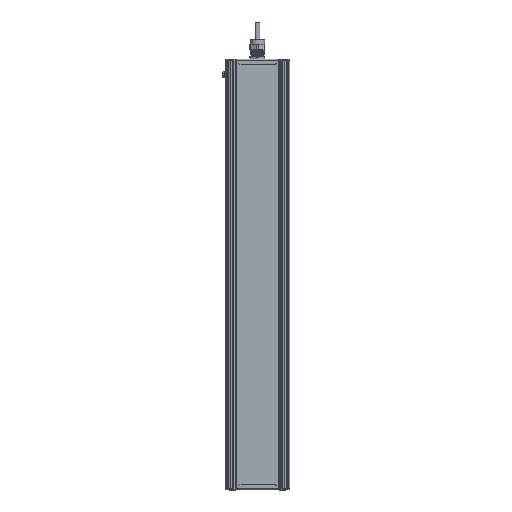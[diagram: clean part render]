
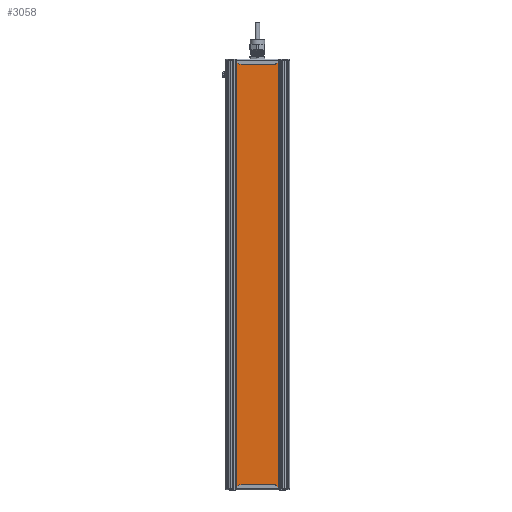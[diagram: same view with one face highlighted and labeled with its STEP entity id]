
A CAD part, front view. The second image highlights one B-rep face of the part: STEP entity #3058.
In plain terms, the highlighted face is planar.
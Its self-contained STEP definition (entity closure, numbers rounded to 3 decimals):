
#3058=ADVANCED_FACE('',(#9626),#9628,.T.);
#9626=FACE_BOUND('',#9627,.T.);
#9627=EDGE_LOOP('',(#34355,#34356,#34357,#34358));
#9628=PLANE('',#9629);
#9629=AXIS2_PLACEMENT_3D('',#9630,#9631,#9632);
#9630=CARTESIAN_POINT('',(120.465,593.492,117.308));
#9631=DIRECTION('',(0.,0.,-1.));
#9632=DIRECTION('',(0.,1.,0.));
#34355=ORIENTED_EDGE('',*,*,#38548,.T.);
#34356=ORIENTED_EDGE('',*,*,#38547,.T.);
#34357=ORIENTED_EDGE('',*,*,#38549,.F.);
#34358=ORIENTED_EDGE('',*,*,#38550,.F.);
#38547=EDGE_CURVE('',#41710,#41715,#41717,.T.);
#38548=EDGE_CURVE('',#41718,#41710,#41719,.T.);
#38549=EDGE_CURVE('',#41720,#41715,#41721,.T.);
#38550=EDGE_CURVE('',#41718,#41720,#41722,.T.);
#41710=VERTEX_POINT('',#51829);
#41715=VERTEX_POINT('',#51838);
#41717=LINE('',#51842,#51843);
#41718=VERTEX_POINT('',#51845);
#41719=LINE('',#51846,#51847);
#41720=VERTEX_POINT('',#51849);
#41721=LINE('',#51850,#51851);
#41722=LINE('',#51853,#51854);
#51829=CARTESIAN_POINT('',(120.465,679.838,117.308));
#51838=CARTESIAN_POINT('',(866.465,679.838,117.308));
#51842=CARTESIAN_POINT('',(120.465,679.838,117.308));
#51843=VECTOR('',#51844,1.);
#51844=DIRECTION('',(1.,0.,0.));
#51845=CARTESIAN_POINT('',(120.465,593.492,117.308));
#51846=CARTESIAN_POINT('',(120.465,593.492,117.308));
#51847=VECTOR('',#51848,1.);
#51848=DIRECTION('',(0.,1.,0.));
#51849=CARTESIAN_POINT('',(866.465,593.492,117.308));
#51850=CARTESIAN_POINT('',(866.465,593.492,117.308));
#51851=VECTOR('',#51852,1.);
#51852=DIRECTION('',(0.,1.,0.));
#51853=CARTESIAN_POINT('',(120.465,593.492,117.308));
#51854=VECTOR('',#51855,1.);
#51855=DIRECTION('',(1.,0.,0.));
